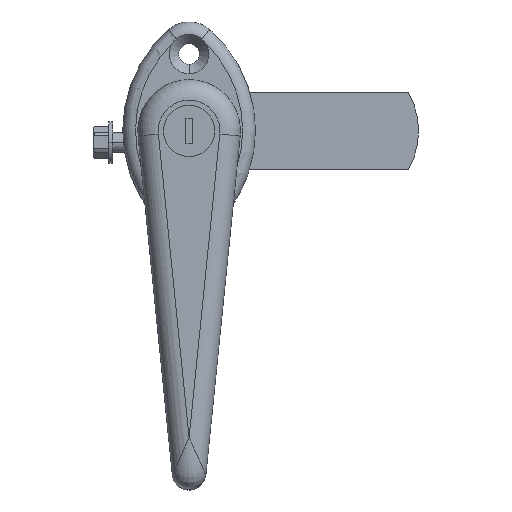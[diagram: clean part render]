
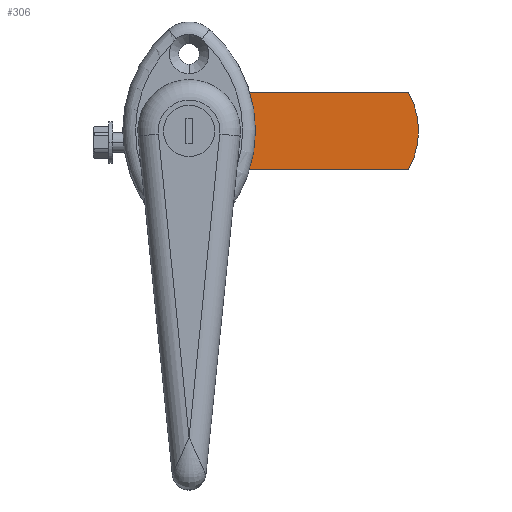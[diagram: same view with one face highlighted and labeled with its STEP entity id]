
A CAD part, front view. The second image highlights one B-rep face of the part: STEP entity #306.
In plain terms, the highlighted planar face has unit normal (0, -1, 0).
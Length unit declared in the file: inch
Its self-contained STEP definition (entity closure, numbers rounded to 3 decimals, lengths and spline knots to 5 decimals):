
#142=CARTESIAN_POINT('',(2.13779,2.19424,0.37401));
#143=VERTEX_POINT('',#142);
#150=CARTESIAN_POINT('',(2.13779,2.19424,-0.37401));
#151=VERTEX_POINT('',#150);
#152=CARTESIAN_POINT('',(1.47637,2.19424,0.));
#153=DIRECTION('',(0.0,-1.0,0.0));
#154=DIRECTION('',(1.0,0.0,0.0));
#155=AXIS2_PLACEMENT_3D('',#152,#153,#154);
#156=CIRCLE('',#155,0.75984);
#157=EDGE_CURVE('',#151,#143,#156,.T.);
#174=CARTESIAN_POINT('',(-0.43307,2.19424,-0.37401));
#175=VERTEX_POINT('',#174);
#176=CARTESIAN_POINT('',(2.13779,2.19424,-0.37401));
#177=DIRECTION('',(-1.0,0.0,0.0));
#178=VECTOR('',#177,2.57086);
#179=LINE('',#176,#178);
#180=EDGE_CURVE('',#151,#175,#179,.T.);
#249=CARTESIAN_POINT('',(2.23621,2.19424,-0.37401));
#250=DIRECTION('',(0.0,-1.0,0.0));
#251=DIRECTION('',(0.0,0.0,-1.0));
#252=AXIS2_PLACEMENT_3D('',#249,#250,#251);
#253=PLANE('',#252);
#254=ORIENTED_EDGE('',*,*,#157,.T.);
#255=CARTESIAN_POINT('',(-0.43307,2.19424,0.37401));
#256=VERTEX_POINT('',#255);
#257=CARTESIAN_POINT('',(2.13779,2.19424,0.37401));
#258=DIRECTION('',(-1.0,0.0,0.0));
#259=VECTOR('',#258,2.57086);
#260=LINE('',#257,#259);
#261=EDGE_CURVE('',#143,#256,#260,.T.);
#262=ORIENTED_EDGE('',*,*,#261,.T.);
#263=CARTESIAN_POINT('',(-0.43307,2.19424,-0.37401));
#264=DIRECTION('',(0.0,0.0,1.0));
#265=VECTOR('',#264,0.74803);
#266=LINE('',#263,#265);
#267=EDGE_CURVE('',#175,#256,#266,.T.);
#268=ORIENTED_EDGE('',*,*,#267,.F.);
#269=ORIENTED_EDGE('',*,*,#180,.F.);
#270=EDGE_LOOP('',(#254,#262,#268,#269));
#271=FACE_OUTER_BOUND('',#270,.T.);
#272=CARTESIAN_POINT('',(-0.15748,2.19424,0.15748));
#273=VERTEX_POINT('',#272);
#274=CARTESIAN_POINT('',(0.15748,2.19424,0.15748));
#275=VERTEX_POINT('',#274);
#276=CARTESIAN_POINT('',(-0.15748,2.19424,0.15748));
#277=DIRECTION('',(1.0,0.0,0.0));
#278=VECTOR('',#277,0.31496);
#279=LINE('',#276,#278);
#280=EDGE_CURVE('',#273,#275,#279,.T.);
#281=ORIENTED_EDGE('',*,*,#280,.T.);
#282=CARTESIAN_POINT('',(0.15748,2.19424,-0.15748));
#283=VERTEX_POINT('',#282);
#284=CARTESIAN_POINT('',(0.15748,2.19424,0.15748));
#285=DIRECTION('',(0.0,0.0,-1.0));
#286=VECTOR('',#285,0.31496);
#287=LINE('',#284,#286);
#288=EDGE_CURVE('',#275,#283,#287,.T.);
#289=ORIENTED_EDGE('',*,*,#288,.T.);
#290=CARTESIAN_POINT('',(-0.15748,2.19424,-0.15748));
#291=VERTEX_POINT('',#290);
#292=CARTESIAN_POINT('',(0.15748,2.19424,-0.15748));
#293=DIRECTION('',(-1.0,0.0,0.0));
#294=VECTOR('',#293,0.31496);
#295=LINE('',#292,#294);
#296=EDGE_CURVE('',#283,#291,#295,.T.);
#297=ORIENTED_EDGE('',*,*,#296,.T.);
#298=CARTESIAN_POINT('',(-0.15748,2.19424,-0.15748));
#299=DIRECTION('',(0.0,0.0,1.0));
#300=VECTOR('',#299,0.31496);
#301=LINE('',#298,#300);
#302=EDGE_CURVE('',#291,#273,#301,.T.);
#303=ORIENTED_EDGE('',*,*,#302,.T.);
#304=EDGE_LOOP('',(#281,#289,#297,#303));
#305=FACE_BOUND('',#304,.T.);
#306=ADVANCED_FACE('',(#271,#305),#253,.T.);
